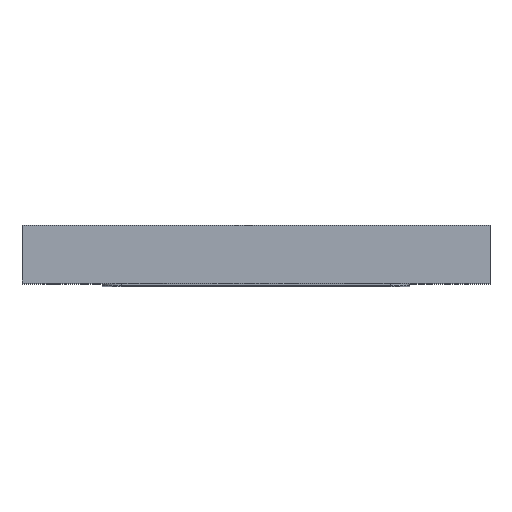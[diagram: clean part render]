
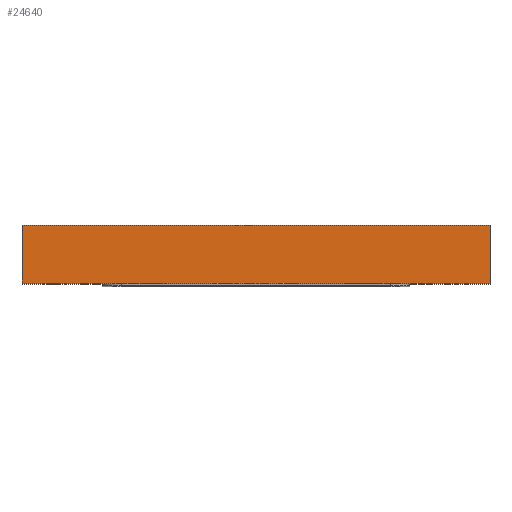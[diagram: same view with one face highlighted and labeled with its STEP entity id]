
A CAD part, top view. The second image highlights one B-rep face of the part: STEP entity #24640.
In plain terms, the highlighted planar face has unit normal (0, 0, 1).
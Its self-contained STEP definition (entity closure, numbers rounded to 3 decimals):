
#1520=CARTESIAN_POINT('',(49.5,0.5,100.75));
#1530=DIRECTION('',(0.,1.,0.));
#1540=VECTOR('',#1530,1.);
#1550=LINE('',#1520,#1540);
#1560=CARTESIAN_POINT('',(49.5,0.5,100.75));
#1570=VERTEX_POINT('',#1560);
#1580=CARTESIAN_POINT('',(49.5,12.7,100.75));
#1590=VERTEX_POINT('',#1580);
#1600=EDGE_CURVE('',#1570,#1590,#1550,.T.);
#11360=CARTESIAN_POINT('',(49.5,12.7,100.75));
#11370=DIRECTION('',(-1.,0.,0.));
#11380=VECTOR('',#11370,1.);
#11390=LINE('',#11360,#11380);
#11400=CARTESIAN_POINT('',(-49.5,12.7,100.75));
#11410=VERTEX_POINT('',#11400);
#11420=EDGE_CURVE('',#1590,#11410,#11390,.T.);
#14580=CARTESIAN_POINT('',(-49.5,0.5,100.75));
#14590=DIRECTION('',(1.,0.,0.));
#14600=VECTOR('',#14590,1.);
#14610=LINE('',#14580,#14600);
#14620=CARTESIAN_POINT('',(-49.5,0.5,100.75));
#14630=VERTEX_POINT('',#14620);
#14640=EDGE_CURVE('',#14630,#1570,#14610,.T.);
#23370=CARTESIAN_POINT('',(-49.5,12.7,100.75));
#23380=DIRECTION('',(0.,-1.,0.));
#23390=VECTOR('',#23380,1.);
#23400=LINE('',#23370,#23390);
#23410=EDGE_CURVE('',#11410,#14630,#23400,.T.);
#24530=CARTESIAN_POINT('',(0.,0.,100.75));
#24540=DIRECTION('',(0.,0.,1.));
#24550=DIRECTION('',(1.,0.,0.));
#24560=AXIS2_PLACEMENT_3D('',#24530,#24540,#24550);
#24570=PLANE('',#24560);
#24580=ORIENTED_EDGE('',*,*,#1600,.T.);
#24590=ORIENTED_EDGE('',*,*,#14640,.T.);
#24600=ORIENTED_EDGE('',*,*,#23410,.T.);
#24610=ORIENTED_EDGE('',*,*,#11420,.T.);
#24620=EDGE_LOOP('',(#24610,#24600,#24590,#24580));
#24630=FACE_OUTER_BOUND('',#24620,.T.);
#24640=ADVANCED_FACE('',(#24630),#24570,.T.);
